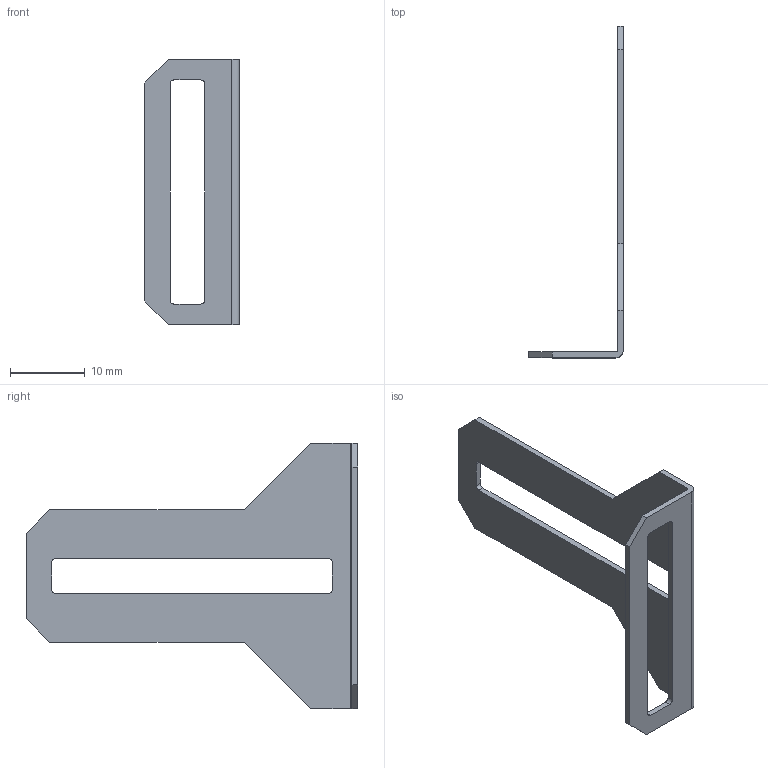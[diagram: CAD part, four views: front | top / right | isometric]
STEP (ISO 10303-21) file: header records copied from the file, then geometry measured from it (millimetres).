
FILE_DESCRIPTION(/* description */ (''),/* implementation_level */ '2;1');
FILE_NAME(/* name */ 'Angle Gusset.ipt.step',/* time_stamp */ '2020-04-16T23:03:33-04:00',/* author */ ('Jordan'),/* organization */ (''),/* preprocessor_version */ 'ST-DEVELOPER v17',/* originating_system */ 'Autodesk Inventor 2019',/* authorisation */ '');
FILE_SCHEMA (('AUTOMOTIVE_DESIGN { 1 0 10303 214 3 1 1 }'));
Length unit declared in the file: inch
Products named in the file (1): Angle Gusset
Bounding box: 12.7 x 44.45 x 35.56 mm (x, y, z)
Volume: 838 mm3; surface area: 2378.5 mm2
Topology: 1 solids, 1 shells, 34 faces, 142 edges, 150 vertices
Faces by surface type: plane 24, cylinder 10
Entity records: 1397 total; most frequent: CARTESIAN_POINT 289, DIRECTION 214, ORIENTED_EDGE 192, EDGE_CURVE 96, LINE 76, VECTOR 76, AXIS2_PLACEMENT_3D 69, VERTEX_POINT 64
